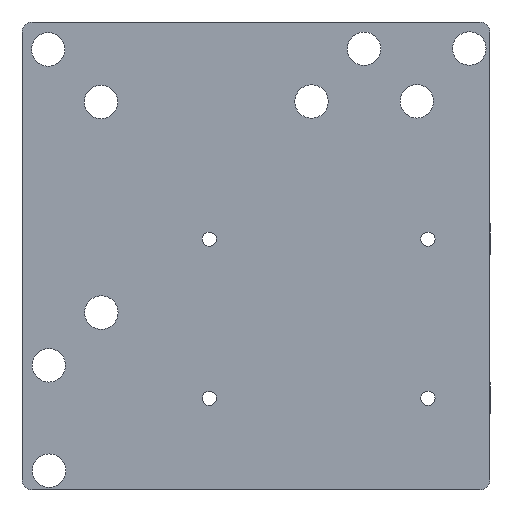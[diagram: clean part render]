
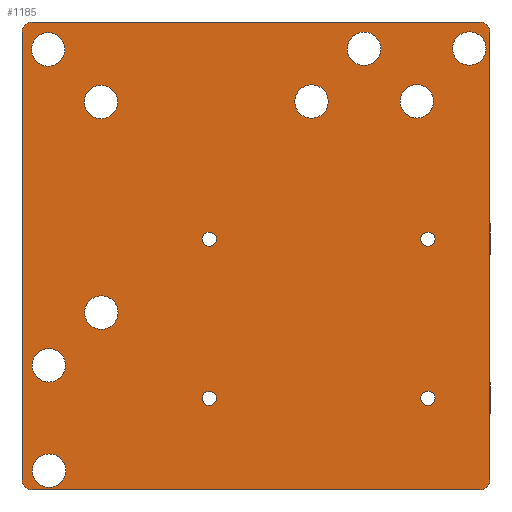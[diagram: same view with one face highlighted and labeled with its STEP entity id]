
A CAD part, front view. The second image highlights one B-rep face of the part: STEP entity #1185.
In plain terms, the highlighted planar face has unit normal (0, -1, 0).
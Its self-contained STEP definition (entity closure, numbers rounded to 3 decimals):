
#44=FACE_BOUND('',#234,.T.);
#45=FACE_BOUND('',#235,.T.);
#46=FACE_BOUND('',#236,.T.);
#47=FACE_BOUND('',#237,.T.);
#48=FACE_BOUND('',#238,.T.);
#49=FACE_BOUND('',#239,.T.);
#50=FACE_BOUND('',#240,.T.);
#51=FACE_BOUND('',#241,.T.);
#52=FACE_BOUND('',#242,.T.);
#53=FACE_BOUND('',#243,.T.);
#54=FACE_BOUND('',#244,.T.);
#55=FACE_BOUND('',#245,.T.);
#56=FACE_BOUND('',#246,.T.);
#94=PLANE('',#1297);
#149=FACE_OUTER_BOUND('',#233,.T.);
#233=EDGE_LOOP('',(#1073,#1074,#1075,#1076,#1077,#1078,#1079,#1080));
#234=EDGE_LOOP('',(#1081));
#235=EDGE_LOOP('',(#1082));
#236=EDGE_LOOP('',(#1083));
#237=EDGE_LOOP('',(#1084));
#238=EDGE_LOOP('',(#1085));
#239=EDGE_LOOP('',(#1086));
#240=EDGE_LOOP('',(#1087));
#241=EDGE_LOOP('',(#1088));
#242=EDGE_LOOP('',(#1089));
#243=EDGE_LOOP('',(#1090));
#244=EDGE_LOOP('',(#1091));
#245=EDGE_LOOP('',(#1092));
#246=EDGE_LOOP('',(#1093));
#257=LINE('',#1685,#374);
#263=LINE('',#1700,#380);
#294=LINE('',#1788,#411);
#299=LINE('',#1796,#416);
#374=VECTOR('',#1359,10.);
#380=VECTOR('',#1375,10.);
#411=VECTOR('',#1460,10.);
#416=VECTOR('',#1467,10.);
#485=CIRCLE('',#1206,2.5);
#503=CIRCLE('',#1227,2.5);
#504=CIRCLE('',#1229,2.5);
#505=CIRCLE('',#1232,2.5);
#506=CIRCLE('',#1234,4.);
#507=CIRCLE('',#1236,4.);
#508=CIRCLE('',#1238,4.);
#509=CIRCLE('',#1240,4.);
#510=CIRCLE('',#1242,4.);
#511=CIRCLE('',#1244,4.);
#512=CIRCLE('',#1246,4.);
#513=CIRCLE('',#1248,4.);
#514=CIRCLE('',#1250,4.);
#523=CIRCLE('',#1298,1.7);
#524=CIRCLE('',#1299,1.7);
#525=CIRCLE('',#1300,1.7);
#526=CIRCLE('',#1301,1.7);
#527=VERTEX_POINT('',#1635);
#528=VERTEX_POINT('',#1636);
#550=VERTEX_POINT('',#1684);
#551=VERTEX_POINT('',#1688);
#552=VERTEX_POINT('',#1692);
#553=VERTEX_POINT('',#1693);
#554=VERTEX_POINT('',#1698);
#555=VERTEX_POINT('',#1702);
#556=VERTEX_POINT('',#1706);
#557=VERTEX_POINT('',#1710);
#558=VERTEX_POINT('',#1714);
#559=VERTEX_POINT('',#1718);
#560=VERTEX_POINT('',#1722);
#561=VERTEX_POINT('',#1726);
#562=VERTEX_POINT('',#1730);
#563=VERTEX_POINT('',#1734);
#564=VERTEX_POINT('',#1738);
#629=VERTEX_POINT('',#1942);
#630=VERTEX_POINT('',#1944);
#631=VERTEX_POINT('',#1946);
#632=VERTEX_POINT('',#1948);
#633=EDGE_CURVE('',#527,#528,#485,.T.);
#657=EDGE_CURVE('',#550,#528,#257,.T.);
#659=EDGE_CURVE('',#550,#551,#503,.T.);
#661=EDGE_CURVE('',#552,#553,#504,.T.);
#665=EDGE_CURVE('',#552,#554,#263,.T.);
#666=EDGE_CURVE('',#555,#554,#505,.T.);
#668=EDGE_CURVE('',#556,#556,#506,.T.);
#670=EDGE_CURVE('',#557,#557,#507,.T.);
#672=EDGE_CURVE('',#558,#558,#508,.T.);
#674=EDGE_CURVE('',#559,#559,#509,.T.);
#676=EDGE_CURVE('',#560,#560,#510,.T.);
#678=EDGE_CURVE('',#561,#561,#511,.T.);
#680=EDGE_CURVE('',#562,#562,#512,.T.);
#682=EDGE_CURVE('',#563,#563,#513,.T.);
#684=EDGE_CURVE('',#564,#564,#514,.T.);
#708=EDGE_CURVE('',#555,#551,#294,.T.);
#713=EDGE_CURVE('',#527,#553,#299,.T.);
#784=EDGE_CURVE('',#629,#629,#523,.T.);
#785=EDGE_CURVE('',#630,#630,#524,.T.);
#786=EDGE_CURVE('',#631,#631,#525,.T.);
#787=EDGE_CURVE('',#632,#632,#526,.T.);
#1073=ORIENTED_EDGE('',*,*,#633,.F.);
#1074=ORIENTED_EDGE('',*,*,#713,.T.);
#1075=ORIENTED_EDGE('',*,*,#661,.F.);
#1076=ORIENTED_EDGE('',*,*,#665,.T.);
#1077=ORIENTED_EDGE('',*,*,#666,.F.);
#1078=ORIENTED_EDGE('',*,*,#708,.T.);
#1079=ORIENTED_EDGE('',*,*,#659,.F.);
#1080=ORIENTED_EDGE('',*,*,#657,.T.);
#1081=ORIENTED_EDGE('',*,*,#668,.T.);
#1082=ORIENTED_EDGE('',*,*,#670,.T.);
#1083=ORIENTED_EDGE('',*,*,#672,.T.);
#1084=ORIENTED_EDGE('',*,*,#674,.T.);
#1085=ORIENTED_EDGE('',*,*,#676,.T.);
#1086=ORIENTED_EDGE('',*,*,#678,.T.);
#1087=ORIENTED_EDGE('',*,*,#680,.T.);
#1088=ORIENTED_EDGE('',*,*,#682,.T.);
#1089=ORIENTED_EDGE('',*,*,#684,.T.);
#1090=ORIENTED_EDGE('',*,*,#784,.F.);
#1091=ORIENTED_EDGE('',*,*,#785,.F.);
#1092=ORIENTED_EDGE('',*,*,#786,.F.);
#1093=ORIENTED_EDGE('',*,*,#787,.F.);
#1185=ADVANCED_FACE('',(#149,#44,#45,#46,#47,#48,#49,#50,#51,#52,#53,#54,
#55,#56),#94,.F.);
#1206=AXIS2_PLACEMENT_3D('',#1637,#1313,#1314);
#1227=AXIS2_PLACEMENT_3D('',#1689,#1363,#1364);
#1229=AXIS2_PLACEMENT_3D('',#1694,#1368,#1369);
#1232=AXIS2_PLACEMENT_3D('',#1703,#1378,#1379);
#1234=AXIS2_PLACEMENT_3D('',#1707,#1383,#1384);
#1236=AXIS2_PLACEMENT_3D('',#1711,#1388,#1389);
#1238=AXIS2_PLACEMENT_3D('',#1715,#1393,#1394);
#1240=AXIS2_PLACEMENT_3D('',#1719,#1398,#1399);
#1242=AXIS2_PLACEMENT_3D('',#1723,#1403,#1404);
#1244=AXIS2_PLACEMENT_3D('',#1727,#1408,#1409);
#1246=AXIS2_PLACEMENT_3D('',#1731,#1413,#1414);
#1248=AXIS2_PLACEMENT_3D('',#1735,#1418,#1419);
#1250=AXIS2_PLACEMENT_3D('',#1739,#1423,#1424);
#1297=AXIS2_PLACEMENT_3D('',#1941,#1608,#1609);
#1298=AXIS2_PLACEMENT_3D('',#1943,#1610,#1611);
#1299=AXIS2_PLACEMENT_3D('',#1945,#1612,#1613);
#1300=AXIS2_PLACEMENT_3D('',#1947,#1614,#1615);
#1301=AXIS2_PLACEMENT_3D('',#1949,#1616,#1617);
#1313=DIRECTION('center_axis',(0.,1.,0.));
#1314=DIRECTION('ref_axis',(0.707,0.,-0.707));
#1359=DIRECTION('',(1.,0.,0.));
#1363=DIRECTION('center_axis',(0.,1.,0.));
#1364=DIRECTION('ref_axis',(-0.707,0.,-0.707));
#1368=DIRECTION('center_axis',(0.,1.,0.));
#1369=DIRECTION('ref_axis',(0.707,0.,0.707));
#1375=DIRECTION('',(-1.,0.,0.));
#1378=DIRECTION('center_axis',(0.,1.,0.));
#1379=DIRECTION('ref_axis',(-0.707,0.,0.707));
#1383=DIRECTION('center_axis',(0.,1.,0.));
#1384=DIRECTION('ref_axis',(1.,0.,0.));
#1388=DIRECTION('center_axis',(0.,1.,0.));
#1389=DIRECTION('ref_axis',(1.,0.,0.));
#1393=DIRECTION('center_axis',(0.,1.,0.));
#1394=DIRECTION('ref_axis',(1.,0.,0.));
#1398=DIRECTION('center_axis',(0.,1.,0.));
#1399=DIRECTION('ref_axis',(1.,0.,0.));
#1403=DIRECTION('center_axis',(0.,1.,0.));
#1404=DIRECTION('ref_axis',(1.,0.,0.));
#1408=DIRECTION('center_axis',(0.,1.,0.));
#1409=DIRECTION('ref_axis',(1.,0.,0.));
#1413=DIRECTION('center_axis',(0.,1.,0.));
#1414=DIRECTION('ref_axis',(1.,0.,0.));
#1418=DIRECTION('center_axis',(0.,1.,0.));
#1419=DIRECTION('ref_axis',(1.,0.,0.));
#1423=DIRECTION('center_axis',(0.,1.,0.));
#1424=DIRECTION('ref_axis',(1.,0.,0.));
#1460=DIRECTION('',(0.,0.,-1.));
#1467=DIRECTION('',(0.,0.,1.));
#1608=DIRECTION('center_axis',(0.,1.,0.));
#1609=DIRECTION('ref_axis',(0.,0.,-1.));
#1610=DIRECTION('center_axis',(0.,-1.,0.));
#1611=DIRECTION('ref_axis',(1.,0.,0.));
#1612=DIRECTION('center_axis',(0.,-1.,0.));
#1613=DIRECTION('ref_axis',(1.,0.,0.));
#1614=DIRECTION('center_axis',(0.,-1.,0.));
#1615=DIRECTION('ref_axis',(1.,0.,0.));
#1616=DIRECTION('center_axis',(0.,-1.,0.));
#1617=DIRECTION('ref_axis',(1.,0.,0.));
#1635=CARTESIAN_POINT('',(43.07,291.,-37.474));
#1636=CARTESIAN_POINT('',(40.57,291.,-39.974));
#1637=CARTESIAN_POINT('Origin',(40.57,291.,-37.474));
#1684=CARTESIAN_POINT('',(-66.43,291.,-39.974));
#1685=CARTESIAN_POINT('',(-68.93,291.,-39.974));
#1688=CARTESIAN_POINT('',(-68.93,291.,-37.474));
#1689=CARTESIAN_POINT('Origin',(-66.43,291.,-37.474));
#1692=CARTESIAN_POINT('',(40.57,291.,72.026));
#1693=CARTESIAN_POINT('',(43.07,291.,69.526));
#1694=CARTESIAN_POINT('Origin',(40.57,291.,69.526));
#1698=CARTESIAN_POINT('',(-66.43,291.,72.026));
#1700=CARTESIAN_POINT('',(43.07,291.,72.026));
#1702=CARTESIAN_POINT('',(-68.93,291.,69.526));
#1703=CARTESIAN_POINT('Origin',(-66.43,291.,69.526));
#1706=CARTESIAN_POINT('',(-53.935,291.,2.492));
#1707=CARTESIAN_POINT('Origin',(-49.935,291.,2.492));
#1710=CARTESIAN_POINT('',(-3.64,291.,52.997));
#1711=CARTESIAN_POINT('Origin',(0.36,291.,52.997));
#1714=CARTESIAN_POINT('',(8.934,291.,65.623));
#1715=CARTESIAN_POINT('Origin',(12.934,291.,65.623));
#1718=CARTESIAN_POINT('',(-66.666,291.,65.465));
#1719=CARTESIAN_POINT('Origin',(-62.666,291.,65.465));
#1722=CARTESIAN_POINT('',(-66.508,291.,-10.134));
#1723=CARTESIAN_POINT('Origin',(-62.508,291.,-10.134));
#1726=CARTESIAN_POINT('',(21.56,291.,53.049));
#1727=CARTESIAN_POINT('Origin',(25.56,291.,53.049));
#1730=CARTESIAN_POINT('',(34.134,291.,65.675));
#1731=CARTESIAN_POINT('Origin',(38.134,291.,65.675));
#1734=CARTESIAN_POINT('',(-54.04,291.,52.892));
#1735=CARTESIAN_POINT('Origin',(-50.04,291.,52.892));
#1738=CARTESIAN_POINT('',(-66.456,291.,-35.334));
#1739=CARTESIAN_POINT('Origin',(-62.456,291.,-35.334));
#1788=CARTESIAN_POINT('',(-68.93,291.,72.026));
#1796=CARTESIAN_POINT('',(43.07,291.,-39.974));
#1941=CARTESIAN_POINT('Origin',(2.069,291.,1.));
#1942=CARTESIAN_POINT('',(26.531,291.,20.05));
#1943=CARTESIAN_POINT('Origin',(28.231,291.,20.05));
#1944=CARTESIAN_POINT('',(26.531,291.,-18.05));
#1945=CARTESIAN_POINT('Origin',(28.231,291.,-18.05));
#1946=CARTESIAN_POINT('',(-25.793,291.,20.05));
#1947=CARTESIAN_POINT('Origin',(-24.093,291.,20.05));
#1948=CARTESIAN_POINT('',(-25.793,291.,-18.05));
#1949=CARTESIAN_POINT('Origin',(-24.093,291.,-18.05));
